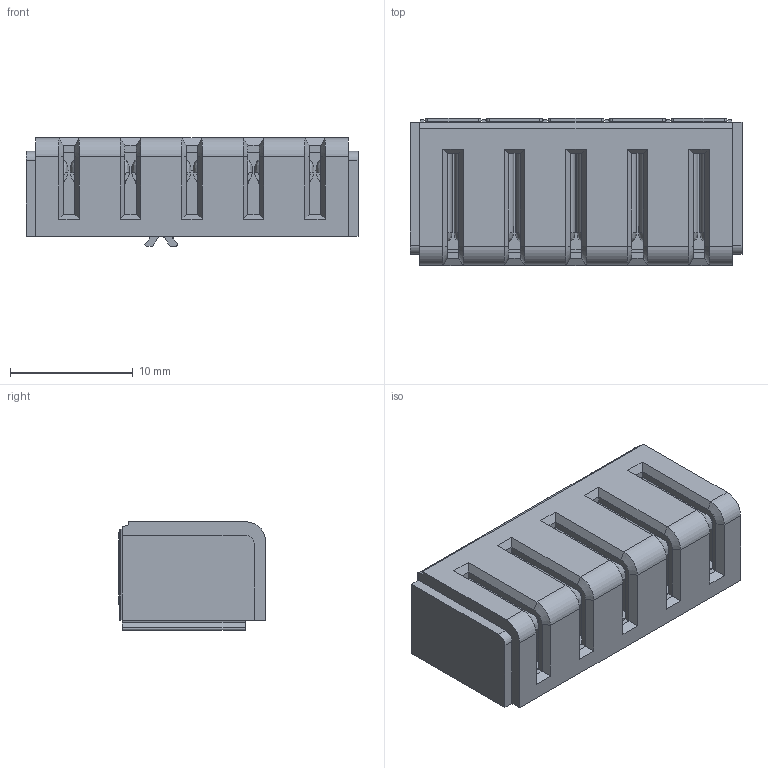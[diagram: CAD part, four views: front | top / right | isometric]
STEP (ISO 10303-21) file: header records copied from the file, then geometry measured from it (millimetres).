
FILE_DESCRIPTION((''),'2;1');
FILE_NAME('C-146845-1','2008-06-18T',('workeradm'),('Tyco Electronics Corporation'),'PRO/ENGINEER BY PARAMETRIC TECHNOLOGY CORPORATION, 2005450','PRO/ENGINEER BY PARAMETRIC TECHNOLOGY CORPORATION, 2005450','');
FILE_SCHEMA(('CONFIG_CONTROL_DESIGN', 'GEOMETRIC_VALIDATION_PROPERTIES_MIM'));
Length unit declared in the file: millimetre
Products named in the file (1): C-146845-1
Bounding box: 27 x 11.95 x 8.8 mm (x, y, z)
Volume: 1565.5 mm3; surface area: 3393.9 mm2
Topology: 1 solids, 1 shells, 475 faces, 1352 edges, 844 vertices
Faces by surface type: plane 346, cylinder 89, cone 20, bspline 20
Entity records: 15459 total; most frequent: CARTESIAN_POINT 2952, ORIENTED_EDGE 2664, DIRECTION 2502, EDGE_CURVE 1332, VECTOR 1072, LINE 1072, VERTEX_POINT 844, AXIS2_PLACEMENT_3D 715
